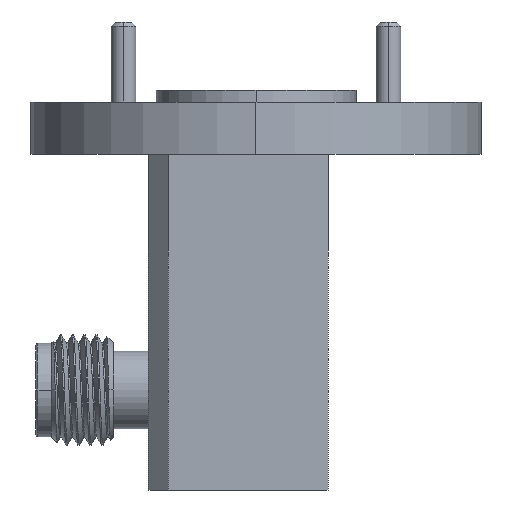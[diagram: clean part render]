
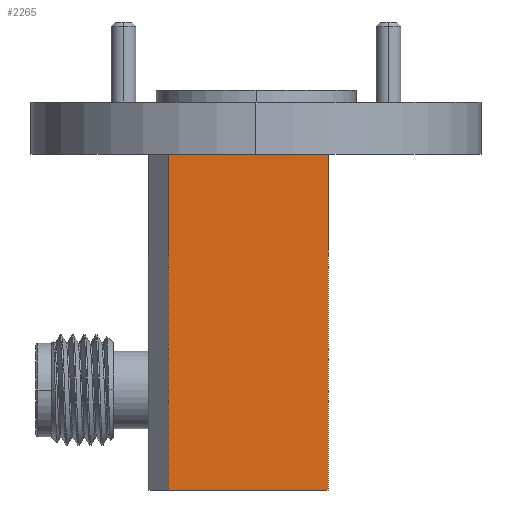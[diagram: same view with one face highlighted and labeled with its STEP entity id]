
A CAD part, left-side view. The second image highlights one B-rep face of the part: STEP entity #2265.
In plain terms, the highlighted planar face has unit normal (-1, 0, 0).
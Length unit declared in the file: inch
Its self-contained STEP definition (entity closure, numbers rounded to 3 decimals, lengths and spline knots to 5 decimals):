
#65 = LINE ( 'NONE', #2073, #635 ) ;
#87 = VECTOR ( 'NONE', #4010, 39.37008 ) ;
#177 = ORIENTED_EDGE ( 'NONE', *, *, #1688, .T. ) ;
#250 = LINE ( 'NONE', #2710, #2957 ) ;
#524 = CARTESIAN_POINT ( 'NONE',  ( -0.185, 0.27, -0.97 ) ) ;
#635 = VECTOR ( 'NONE', #3270, 39.37008 ) ;
#649 = PLANE ( 'NONE',  #4617 ) ;
#712 = DIRECTION ( 'NONE',  ( 0., 1., 0. ) ) ;
#879 = EDGE_CURVE ( 'NONE', #2971, #1232, #65, .T. ) ;
#1232 = VERTEX_POINT ( 'NONE', #2723 ) ;
#1331 = CARTESIAN_POINT ( 'NONE',  ( -0.185, -0.18, -0.13 ) ) ;
#1520 = DIRECTION ( 'NONE',  ( 1., 0., 0. ) ) ;
#1608 = CARTESIAN_POINT ( 'NONE',  ( -0.185, -0.18, -0.97 ) ) ;
#1688 = EDGE_CURVE ( 'NONE', #3327, #2971, #4349, .T. ) ;
#1939 = ORIENTED_EDGE ( 'NONE', *, *, #879, .T. ) ;
#1972 = LINE ( 'NONE', #524, #87 ) ;
#2073 = CARTESIAN_POINT ( 'NONE',  ( -0.185, 0.27, -0.13 ) ) ;
#2265 = ADVANCED_FACE ( 'NONE', ( #2931 ), #649, .F. ) ;
#2676 = ORIENTED_EDGE ( 'NONE', *, *, #4069, .T. ) ;
#2710 = CARTESIAN_POINT ( 'NONE',  ( -0.185, 0.22, -0.97 ) ) ;
#2723 = CARTESIAN_POINT ( 'NONE',  ( -0.185, 0.22, -0.13 ) ) ;
#2806 = EDGE_LOOP ( 'NONE', ( #1939, #2676, #2824, #177 ) ) ;
#2824 = ORIENTED_EDGE ( 'NONE', *, *, #3606, .F. ) ;
#2931 = FACE_OUTER_BOUND ( 'NONE', #2806, .T. ) ;
#2957 = VECTOR ( 'NONE', #3999, 39.37008 ) ;
#2971 = VERTEX_POINT ( 'NONE', #1331 ) ;
#3018 = CARTESIAN_POINT ( 'NONE',  ( -0.185, 0.22, -0.97 ) ) ;
#3127 = CARTESIAN_POINT ( 'NONE',  ( -0.185, -0.18, -0.97 ) ) ;
#3270 = DIRECTION ( 'NONE',  ( 0., 1., 0. ) ) ;
#3327 = VERTEX_POINT ( 'NONE', #1608 ) ;
#3606 = EDGE_CURVE ( 'NONE', #3327, #3882, #1972, .T. ) ;
#3882 = VERTEX_POINT ( 'NONE', #3018 ) ;
#3999 = DIRECTION ( 'NONE',  ( 0., 0., -1. ) ) ;
#4010 = DIRECTION ( 'NONE',  ( 0., 1., 0. ) ) ;
#4020 = VECTOR ( 'NONE', #5165, 39.37008 ) ;
#4069 = EDGE_CURVE ( 'NONE', #1232, #3882, #250, .T. ) ;
#4349 = LINE ( 'NONE', #3127, #4020 ) ;
#4617 = AXIS2_PLACEMENT_3D ( 'NONE', #4707, #1520, #712 ) ;
#4707 = CARTESIAN_POINT ( 'NONE',  ( -0.185, 0.27, -0.97 ) ) ;
#5165 = DIRECTION ( 'NONE',  ( 0., 0., 1. ) ) ;
